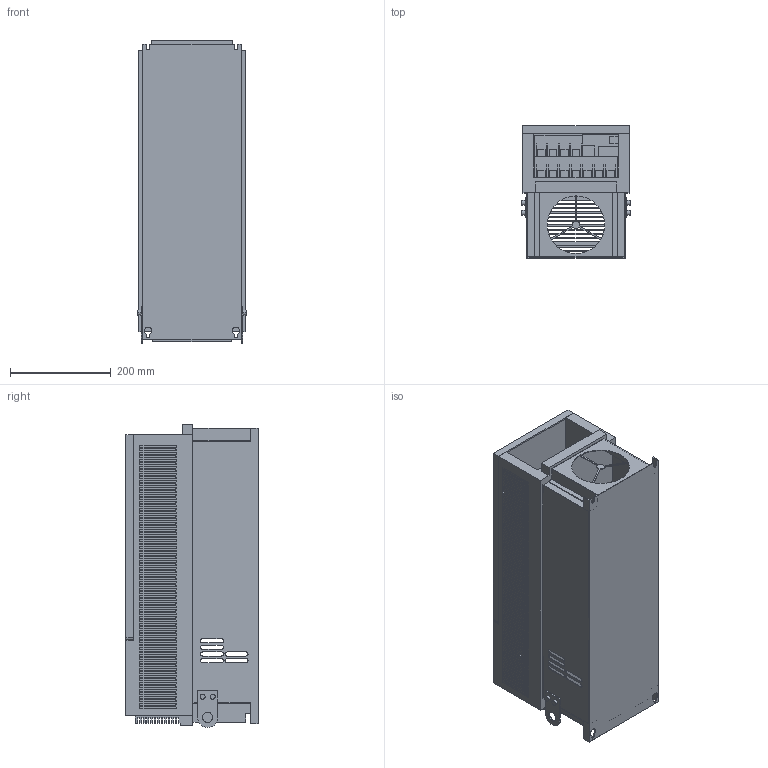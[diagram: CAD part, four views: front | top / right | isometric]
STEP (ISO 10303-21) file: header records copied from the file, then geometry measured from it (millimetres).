
FILE_DESCRIPTION((''),'2;1');
FILE_NAME('ATV630_S4_ASM','2019-10-08T13:03:24',('SESA537874'),('Schneider-Electric'),'CREO PARAMETRIC BY PTC INC, 2018300','CREO PARAMETRIC BY PTC INC, 2018300','');
FILE_SCHEMA(('CONFIG_CONTROL_DESIGN'));
Length unit declared in the file: millimetre
Products named in the file (8): S4_5; S4_1; S4_2; S4_3; S4_4; ATV630_S4; S4; ATV630_S4_ASM
Assembly tree (7 placements, depth 2):
  ATV630_S4_ASM
    S4_5
    S4_1
    S4_2
    S4_3
    S4_4
    ATV630_S4
    S4
Bounding box: 214 x 261.85 x 600 mm (x, y, z)
Volume: 11876765.8 mm3; surface area: 1515779.4 mm2
Topology: 7 solids, 7 shells, 1589 faces, 4097 edges, 2754 vertices
Faces by surface type: plane 1083, cylinder 506
Entity records: 48914 total; most frequent: CARTESIAN_POINT 8470, DIRECTION 8395, ORIENTED_EDGE 8194, EDGE_CURVE 4097, VECTOR 2999, LINE 2999, VERTEX_POINT 2754, AXIS2_PLACEMENT_3D 2698
